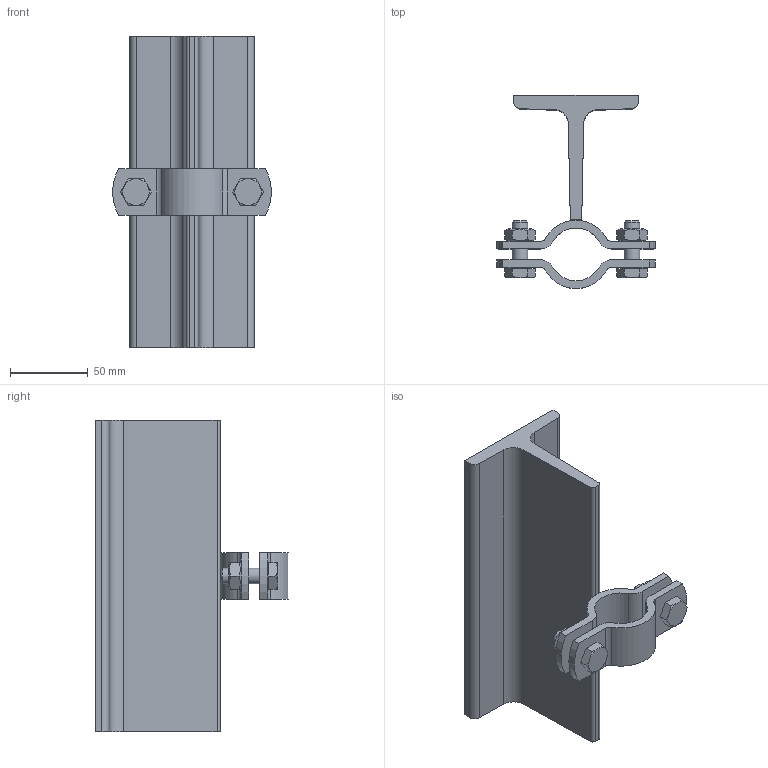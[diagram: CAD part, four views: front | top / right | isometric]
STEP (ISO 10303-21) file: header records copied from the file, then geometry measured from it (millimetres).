
FILE_DESCRIPTION((''),'2;1');
FILE_NAME('116826.stp','2010-03-24T15:00:44',('DMK009'),(''),'Autodesk Inventor 2010','Autodesk Inventor 2010','');
FILE_SCHEMA(('AUTOMOTIVE_DESIGN { 1 0 10303 214 1 1 1 1 }'));
Length unit declared in the file: millimetre
Products named in the file (1): 116826
Bounding box: 102 x 123.93 x 200 mm (x, y, z)
Volume: 313548.1 mm3; surface area: 82990.3 mm2
Topology: 1 solids, 1 shells, 113 faces, 268 edges, 172 vertices
Faces by surface type: plane 58, cylinder 31, cone 20, bspline 4
Full cylindrical faces by diameter (mm): 9.188 x2, 10 x4, 11.5 x2, 15.4 x2
Entity records: 3275 total; most frequent: CARTESIAN_POINT 690, DIRECTION 504, ORIENTED_EDGE 488, EDGE_CURVE 244, AXIS2_PLACEMENT_3D 198, VERTEX_POINT 168, EDGE_LOOP 150, STYLED_ITEM 114
